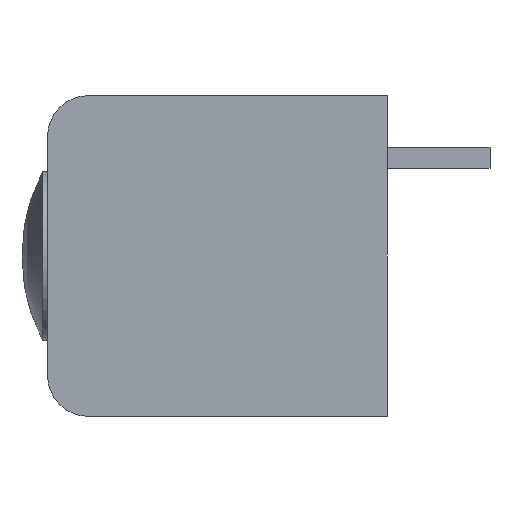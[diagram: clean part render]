
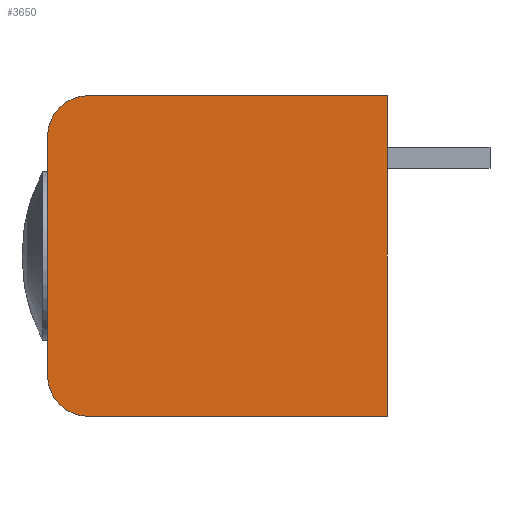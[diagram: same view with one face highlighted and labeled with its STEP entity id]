
A CAD part, left-side view. The second image highlights one B-rep face of the part: STEP entity #3650.
In plain terms, the highlighted planar face has unit normal (-1, 0, 0).
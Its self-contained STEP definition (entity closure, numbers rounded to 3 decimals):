
#242=DIRECTION('',(0.,1.,0.));
#243=VECTOR('',#242,11.862);
#244=CARTESIAN_POINT('',(-17.336,0.,0.));
#245=LINE('',#244,#243);
#246=DIRECTION('',(0.,0.,1.));
#247=VECTOR('',#246,12.7);
#248=CARTESIAN_POINT('',(-17.336,0.,-12.7));
#249=LINE('',#248,#247);
#250=DIRECTION('',(0.,-1.,0.));
#251=VECTOR('',#250,11.862);
#252=CARTESIAN_POINT('',(-17.336,11.862,-12.7));
#253=LINE('',#252,#251);
#254=CARTESIAN_POINT('',(-17.336,11.862,-11.1));
#255=DIRECTION('',(-1.,0.,0.));
#256=DIRECTION('',(0.,1.,0.));
#257=AXIS2_PLACEMENT_3D('',#254,#255,#256);
#259=DIRECTION('',(0.,0.,-1.));
#260=VECTOR('',#259,9.5);
#261=CARTESIAN_POINT('',(-17.336,13.462,-1.6));
#262=LINE('',#261,#260);
#263=CARTESIAN_POINT('',(-17.336,11.862,-1.6));
#264=DIRECTION('',(-1.,0.,0.));
#265=DIRECTION('',(0.,0.,1.));
#266=AXIS2_PLACEMENT_3D('',#263,#264,#265);
#2672=CARTESIAN_POINT('',(-17.336,0.,0.));
#2673=CARTESIAN_POINT('',(-17.336,11.862,0.));
#2674=VERTEX_POINT('',#2672);
#2675=VERTEX_POINT('',#2673);
#2676=CARTESIAN_POINT('',(-17.336,13.462,-1.6));
#2677=CARTESIAN_POINT('',(-17.336,13.462,-11.1));
#2678=VERTEX_POINT('',#2676);
#2679=VERTEX_POINT('',#2677);
#2680=CARTESIAN_POINT('',(-17.336,11.862,-12.7));
#2681=CARTESIAN_POINT('',(-17.336,0.,-12.7));
#2682=VERTEX_POINT('',#2680);
#2683=VERTEX_POINT('',#2681);
#3633=CARTESIAN_POINT('',(-17.336,0.,0.));
#3634=DIRECTION('',(-1.,0.,0.));
#3635=DIRECTION('',(0.,0.,1.));
#3636=AXIS2_PLACEMENT_3D('',#3633,#3634,#3635);
#3637=PLANE('',#3636);
#3638=ORIENTED_EDGE('',*,*,#3477,.F.);
#3640=ORIENTED_EDGE('',*,*,#3639,.F.);
#3642=ORIENTED_EDGE('',*,*,#3641,.F.);
#3644=ORIENTED_EDGE('',*,*,#3643,.F.);
#3646=ORIENTED_EDGE('',*,*,#3645,.F.);
#3647=ORIENTED_EDGE('',*,*,#3565,.F.);
#3648=EDGE_LOOP('',(#3638,#3640,#3642,#3644,#3646,#3647));
#3649=FACE_OUTER_BOUND('',#3648,.F.);
#3650=ADVANCED_FACE('',(#3649),#3637,.T.);
#258=CIRCLE('',#257,1.6);
#267=CIRCLE('',#266,1.6);
#3477=EDGE_CURVE('',#2674,#2675,#245,.T.);
#3565=EDGE_CURVE('',#2675,#2678,#267,.T.);
#3639=EDGE_CURVE('',#2683,#2674,#249,.T.);
#3641=EDGE_CURVE('',#2682,#2683,#253,.T.);
#3643=EDGE_CURVE('',#2679,#2682,#258,.T.);
#3645=EDGE_CURVE('',#2678,#2679,#262,.T.);
